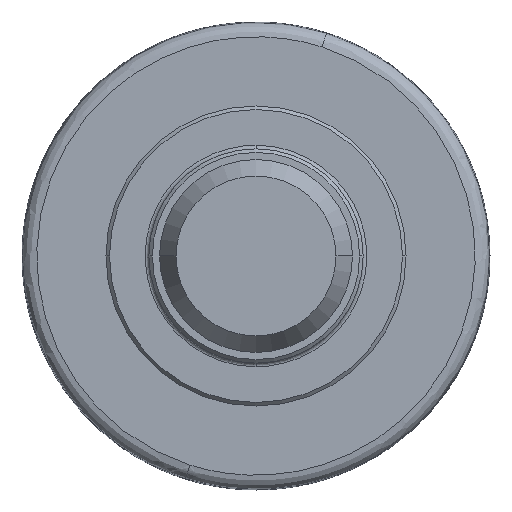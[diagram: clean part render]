
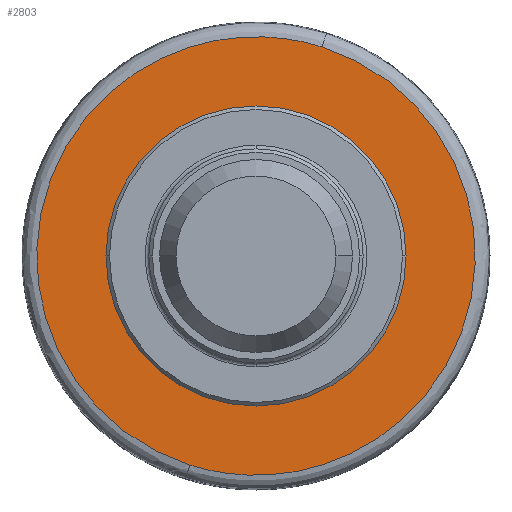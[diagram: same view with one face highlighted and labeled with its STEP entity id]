
A CAD part, left-side view. The second image highlights one B-rep face of the part: STEP entity #2803.
In plain terms, the highlighted planar face has unit normal (-1, 0, 0).
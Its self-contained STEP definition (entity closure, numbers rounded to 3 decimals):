
#28 = AXIS2_PLACEMENT_3D ( 'NONE', #172, #173, #174 ) ;
#110 = AXIS2_PLACEMENT_3D ( 'NONE', #910, #922, #923 ) ;
#132 = AXIS2_PLACEMENT_3D ( 'NONE', #1140, #1147, #1148 ) ;
#172 = CARTESIAN_POINT ( 'NONE',  ( 16.4, 0., 0. ) ) ;
#173 = DIRECTION ( 'NONE',  ( 1., 0., 0. ) ) ;
#174 = DIRECTION ( 'NONE',  ( 0., 0., -1. ) ) ;
#842 = EDGE_CURVE ( 'NONE', #1712, #2100, #1727, .T. ) ;
#907 = CARTESIAN_POINT ( 'NONE',  ( 16.4, 9.257, -29.256 ) ) ;
#910 = CARTESIAN_POINT ( 'NONE',  ( 16.4, 0., 0. ) ) ;
#912 = CARTESIAN_POINT ( 'NONE',  ( 16.4, 67.769, -10.741 ) ) ;
#913 = CARTESIAN_POINT ( 'NONE',  ( 16.4, 49.255, 47.771 ) ) ;
#914 = CARTESIAN_POINT ( 'NONE',  ( 16.4, -9.257, 29.256 ) ) ;
#922 = DIRECTION ( 'NONE',  ( 1., 0., 0. ) ) ;
#923 = DIRECTION ( 'NONE',  ( 0., 0., -1. ) ) ;
#930 = CARTESIAN_POINT ( 'NONE',  ( 16.4, 0., 20.75 ) ) ;
#935 = CARTESIAN_POINT ( 'NONE',  ( 16.4, 0., -20.75 ) ) ;
#946 = CARTESIAN_POINT ( 'NONE',  ( 16.4, 9.257, -29.256 ) ) ;
#1140 = CARTESIAN_POINT ( 'NONE',  ( 16.4, 26.767, 8.47 ) ) ;
#1146 = PLANE ( 'NONE',  #132 ) ;
#1147 = DIRECTION ( 'NONE',  ( -1., 0., 0. ) ) ;
#1148 = DIRECTION ( 'NONE',  ( 0., 0., 1. ) ) ;
#1232 = FACE_OUTER_BOUND ( 'NONE', #1333, .T. ) ;
#1238 = FACE_BOUND ( 'NONE', #1428, .T. ) ;
#1333 = EDGE_LOOP ( 'NONE', ( #1675, #1676 ) ) ;
#1428 = EDGE_LOOP ( 'NONE', ( #1673, #1674 ) ) ;
#1673 = ORIENTED_EDGE ( 'NONE', *, *, #1821, .T. ) ;
#1674 = ORIENTED_EDGE ( 'NONE', *, *, #1969, .T. ) ;
#1675 = ORIENTED_EDGE ( 'NONE', *, *, #1966, .F. ) ;
#1676 = ORIENTED_EDGE ( 'NONE', *, *, #842, .F. ) ;
#1712 = VERTEX_POINT ( 'NONE', #2350 ) ;
#1727 =( BOUNDED_CURVE ( )  B_SPLINE_CURVE ( 3, ( #2296, #2300, #2301, #2302 ),
 .UNSPECIFIED., .F., .F. ) 
 B_SPLINE_CURVE_WITH_KNOTS ( ( 4, 4 ),
 ( 0.25, 0.75 ),
 .UNSPECIFIED. ) 
 CURVE ( )  GEOMETRIC_REPRESENTATION_ITEM ( )  RATIONAL_B_SPLINE_CURVE ( ( 1., 0.333, 0.333, 1. ) ) 
 REPRESENTATION_ITEM ( '' )  );
#1737 =( BOUNDED_CURVE ( )  B_SPLINE_CURVE ( 3, ( #907, #912, #913, #914 ),
 .UNSPECIFIED., .F., .T. ) 
 B_SPLINE_CURVE_WITH_KNOTS ( ( 4, 4 ),
 ( 0.75, 1.25 ),
 .UNSPECIFIED. ) 
 CURVE ( )  GEOMETRIC_REPRESENTATION_ITEM ( )  RATIONAL_B_SPLINE_CURVE ( ( 1., 0.333, 0.333, 1. ) ) 
 REPRESENTATION_ITEM ( '' )  );
#1821 = EDGE_CURVE ( 'NONE', #2088, #2085, #2986, .T. ) ;
#1966 = EDGE_CURVE ( 'NONE', #2100, #1712, #1737, .T. ) ;
#1969 = EDGE_CURVE ( 'NONE', #2085, #2088, #3164, .T. ) ;
#2085 = VERTEX_POINT ( 'NONE', #930 ) ;
#2088 = VERTEX_POINT ( 'NONE', #935 ) ;
#2100 = VERTEX_POINT ( 'NONE', #946 ) ;
#2296 = CARTESIAN_POINT ( 'NONE',  ( 16.4, -9.257, 29.256 ) ) ;
#2300 = CARTESIAN_POINT ( 'NONE',  ( 16.4, -67.769, 10.741 ) ) ;
#2301 = CARTESIAN_POINT ( 'NONE',  ( 16.4, -49.255, -47.771 ) ) ;
#2302 = CARTESIAN_POINT ( 'NONE',  ( 16.4, 9.257, -29.256 ) ) ;
#2350 = CARTESIAN_POINT ( 'NONE',  ( 16.4, -9.257, 29.256 ) ) ;
#2803 = ADVANCED_FACE ( 'NONE', ( #1238, #1232 ), #1146, .T. ) ;
#2986 = CIRCLE ( 'NONE', #28, 20.75 ) ;
#3164 = CIRCLE ( 'NONE', #110, 20.75 ) ;
